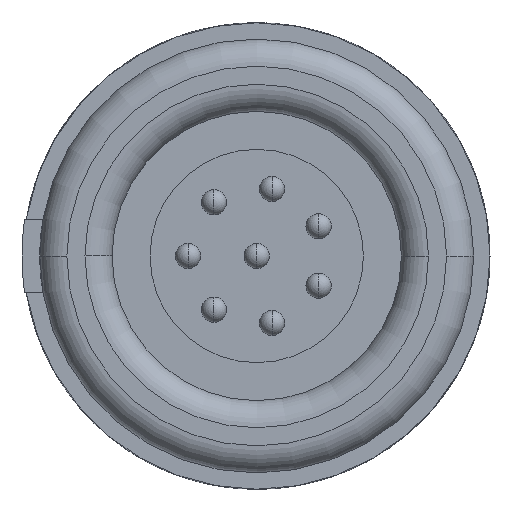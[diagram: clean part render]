
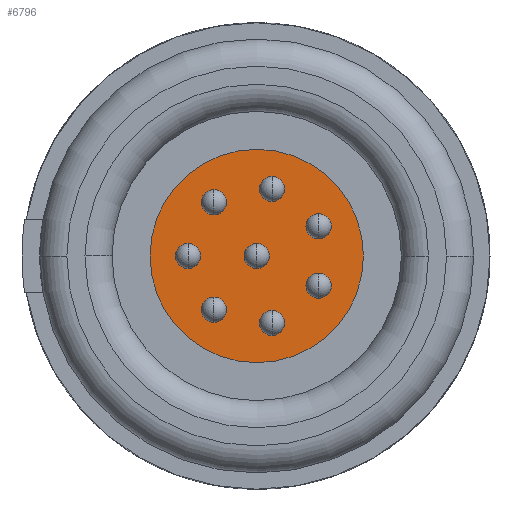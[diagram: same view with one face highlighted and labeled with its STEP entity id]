
A CAD part, left-side view. The second image highlights one B-rep face of the part: STEP entity #6796.
In plain terms, the highlighted planar face has unit normal (-1, 0, 0).
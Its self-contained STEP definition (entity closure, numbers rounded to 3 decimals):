
#1243=CARTESIAN_POINT('',(-3.,0.,0.));
#1244=DIRECTION('',(-1.,0.,0.));
#1245=DIRECTION('',(0.,1.,0.));
#1246=AXIS2_PLACEMENT_3D('',#1243,#1244,#1245);
#1261=CARTESIAN_POINT('',(-3.,0.,0.));
#1262=DIRECTION('',(-1.,0.,0.));
#1263=DIRECTION('',(0.,-1.,0.));
#1264=AXIS2_PLACEMENT_3D('',#1261,#1262,#1263);
#2543=CARTESIAN_POINT('',(-3.,1.9,0.));
#2544=DIRECTION('',(-1.,0.,0.));
#2545=DIRECTION('',(0.,0.,1.));
#2546=AXIS2_PLACEMENT_3D('',#2543,#2544,#2545);
#2548=CARTESIAN_POINT('',(-3.,1.9,0.));
#2549=DIRECTION('',(-1.,0.,0.));
#2550=DIRECTION('',(0.,0.,-1.));
#2551=AXIS2_PLACEMENT_3D('',#2548,#2549,#2550);
#2553=CARTESIAN_POINT('',(-3.,1.185,1.485));
#2554=DIRECTION('',(-1.,0.,0.));
#2555=DIRECTION('',(0.,0.,1.));
#2556=AXIS2_PLACEMENT_3D('',#2553,#2554,#2555);
#2558=CARTESIAN_POINT('',(-3.,1.185,1.485));
#2559=DIRECTION('',(-1.,0.,0.));
#2560=DIRECTION('',(0.,0.,-1.));
#2561=AXIS2_PLACEMENT_3D('',#2558,#2559,#2560);
#2563=CARTESIAN_POINT('',(-3.,-0.423,1.852));
#2564=DIRECTION('',(-1.,0.,0.));
#2565=DIRECTION('',(0.,0.,1.));
#2566=AXIS2_PLACEMENT_3D('',#2563,#2564,#2565);
#2568=CARTESIAN_POINT('',(-3.,-0.423,1.852));
#2569=DIRECTION('',(-1.,0.,0.));
#2570=DIRECTION('',(0.,0.,-1.));
#2571=AXIS2_PLACEMENT_3D('',#2568,#2569,#2570);
#2573=CARTESIAN_POINT('',(-3.,-1.712,0.824));
#2574=DIRECTION('',(-1.,0.,0.));
#2575=DIRECTION('',(0.,0.,1.));
#2576=AXIS2_PLACEMENT_3D('',#2573,#2574,#2575);
#2578=CARTESIAN_POINT('',(-3.,-1.712,0.824));
#2579=DIRECTION('',(-1.,0.,0.));
#2580=DIRECTION('',(0.,0.,-1.));
#2581=AXIS2_PLACEMENT_3D('',#2578,#2579,#2580);
#2583=CARTESIAN_POINT('',(-3.,-1.712,-0.824));
#2584=DIRECTION('',(-1.,0.,0.));
#2585=DIRECTION('',(0.,0.,1.));
#2586=AXIS2_PLACEMENT_3D('',#2583,#2584,#2585);
#2588=CARTESIAN_POINT('',(-3.,-1.712,-0.824));
#2589=DIRECTION('',(-1.,0.,0.));
#2590=DIRECTION('',(0.,0.,-1.));
#2591=AXIS2_PLACEMENT_3D('',#2588,#2589,#2590);
#2593=CARTESIAN_POINT('',(-3.,-0.423,-1.852));
#2594=DIRECTION('',(-1.,0.,0.));
#2595=DIRECTION('',(0.,0.,1.));
#2596=AXIS2_PLACEMENT_3D('',#2593,#2594,#2595);
#2598=CARTESIAN_POINT('',(-3.,-0.423,-1.852));
#2599=DIRECTION('',(-1.,0.,0.));
#2600=DIRECTION('',(0.,0.,-1.));
#2601=AXIS2_PLACEMENT_3D('',#2598,#2599,#2600);
#2603=CARTESIAN_POINT('',(-3.,1.185,-1.485));
#2604=DIRECTION('',(-1.,0.,0.));
#2605=DIRECTION('',(0.,0.,1.));
#2606=AXIS2_PLACEMENT_3D('',#2603,#2604,#2605);
#2608=CARTESIAN_POINT('',(-3.,1.185,-1.485));
#2609=DIRECTION('',(-1.,0.,0.));
#2610=DIRECTION('',(0.,0.,-1.));
#2611=AXIS2_PLACEMENT_3D('',#2608,#2609,#2610);
#2613=CARTESIAN_POINT('',(-3.,0.,0.));
#2614=DIRECTION('',(-1.,0.,0.));
#2615=DIRECTION('',(0.,0.,1.));
#2616=AXIS2_PLACEMENT_3D('',#2613,#2614,#2615);
#2618=CARTESIAN_POINT('',(-3.,0.,0.));
#2619=DIRECTION('',(-1.,0.,0.));
#2620=DIRECTION('',(0.,0.,-1.));
#2621=AXIS2_PLACEMENT_3D('',#2618,#2619,#2620);
#3757=CARTESIAN_POINT('',(-3.,1.9,0.35));
#3758=CARTESIAN_POINT('',(-3.,1.9,-0.35));
#3759=VERTEX_POINT('',#3757);
#3760=VERTEX_POINT('',#3758);
#3761=CARTESIAN_POINT('',(-3.,1.185,1.835));
#3762=CARTESIAN_POINT('',(-3.,1.185,1.135));
#3763=VERTEX_POINT('',#3761);
#3764=VERTEX_POINT('',#3762);
#3765=CARTESIAN_POINT('',(-3.,-0.423,2.202));
#3766=CARTESIAN_POINT('',(-3.,-0.423,1.502));
#3767=VERTEX_POINT('',#3765);
#3768=VERTEX_POINT('',#3766);
#3769=CARTESIAN_POINT('',(-3.,-1.712,1.174));
#3770=CARTESIAN_POINT('',(-3.,-1.712,0.474));
#3771=VERTEX_POINT('',#3769);
#3772=VERTEX_POINT('',#3770);
#3773=CARTESIAN_POINT('',(-3.,-1.712,-0.474));
#3774=CARTESIAN_POINT('',(-3.,-1.712,-1.174));
#3775=VERTEX_POINT('',#3773);
#3776=VERTEX_POINT('',#3774);
#3777=CARTESIAN_POINT('',(-3.,-0.423,-1.502));
#3778=CARTESIAN_POINT('',(-3.,-0.423,-2.202));
#3779=VERTEX_POINT('',#3777);
#3780=VERTEX_POINT('',#3778);
#3781=CARTESIAN_POINT('',(-3.,1.185,-1.135));
#3782=CARTESIAN_POINT('',(-3.,1.185,-1.835));
#3783=VERTEX_POINT('',#3781);
#3784=VERTEX_POINT('',#3782);
#3785=CARTESIAN_POINT('',(-3.,0.,0.35));
#3786=CARTESIAN_POINT('',(-3.,0.,-0.35));
#3787=VERTEX_POINT('',#3785);
#3788=VERTEX_POINT('',#3786);
#3965=CARTESIAN_POINT('',(-3.,-2.95,0.));
#3966=CARTESIAN_POINT('',(-3.,2.95,0.));
#3967=VERTEX_POINT('',#3965);
#3968=VERTEX_POINT('',#3966);
#6739=CARTESIAN_POINT('',(-3.,0.,0.));
#6740=DIRECTION('',(1.,0.,0.));
#6741=DIRECTION('',(0.,0.,-1.));
#6742=AXIS2_PLACEMENT_3D('',#6739,#6740,#6741);
#6743=PLANE('',#6742);
#6744=ORIENTED_EDGE('',*,*,#4838,.F.);
#6745=ORIENTED_EDGE('',*,*,#4809,.F.);
#6746=EDGE_LOOP('',(#6744,#6745));
#6747=FACE_OUTER_BOUND('',#6746,.F.);
#6749=ORIENTED_EDGE('',*,*,#6748,.T.);
#6751=ORIENTED_EDGE('',*,*,#6750,.T.);
#6752=EDGE_LOOP('',(#6749,#6751));
#6753=FACE_BOUND('',#6752,.F.);
#6755=ORIENTED_EDGE('',*,*,#6754,.T.);
#6757=ORIENTED_EDGE('',*,*,#6756,.T.);
#6758=EDGE_LOOP('',(#6755,#6757));
#6759=FACE_BOUND('',#6758,.F.);
#6761=ORIENTED_EDGE('',*,*,#6760,.T.);
#6763=ORIENTED_EDGE('',*,*,#6762,.T.);
#6764=EDGE_LOOP('',(#6761,#6763));
#6765=FACE_BOUND('',#6764,.F.);
#6767=ORIENTED_EDGE('',*,*,#6766,.T.);
#6769=ORIENTED_EDGE('',*,*,#6768,.T.);
#6770=EDGE_LOOP('',(#6767,#6769));
#6771=FACE_BOUND('',#6770,.F.);
#6773=ORIENTED_EDGE('',*,*,#6772,.T.);
#6775=ORIENTED_EDGE('',*,*,#6774,.T.);
#6776=EDGE_LOOP('',(#6773,#6775));
#6777=FACE_BOUND('',#6776,.F.);
#6779=ORIENTED_EDGE('',*,*,#6778,.T.);
#6781=ORIENTED_EDGE('',*,*,#6780,.T.);
#6782=EDGE_LOOP('',(#6779,#6781));
#6783=FACE_BOUND('',#6782,.F.);
#6785=ORIENTED_EDGE('',*,*,#6784,.T.);
#6787=ORIENTED_EDGE('',*,*,#6786,.T.);
#6788=EDGE_LOOP('',(#6785,#6787));
#6789=FACE_BOUND('',#6788,.F.);
#6791=ORIENTED_EDGE('',*,*,#6790,.T.);
#6793=ORIENTED_EDGE('',*,*,#6792,.T.);
#6794=EDGE_LOOP('',(#6791,#6793));
#6795=FACE_BOUND('',#6794,.F.);
#6796=ADVANCED_FACE('',(#6747,#6753,#6759,#6765,#6771,#6777,#6783,#6789,#6795),
#6743,.F.);
#1247=CIRCLE('',#1246,2.95);
#1265=CIRCLE('',#1264,2.95);
#2547=CIRCLE('',#2546,0.35);
#2552=CIRCLE('',#2551,0.35);
#2557=CIRCLE('',#2556,0.35);
#2562=CIRCLE('',#2561,0.35);
#2567=CIRCLE('',#2566,0.35);
#2572=CIRCLE('',#2571,0.35);
#2577=CIRCLE('',#2576,0.35);
#2582=CIRCLE('',#2581,0.35);
#2587=CIRCLE('',#2586,0.35);
#2592=CIRCLE('',#2591,0.35);
#2597=CIRCLE('',#2596,0.35);
#2602=CIRCLE('',#2601,0.35);
#2607=CIRCLE('',#2606,0.35);
#2612=CIRCLE('',#2611,0.35);
#2617=CIRCLE('',#2616,0.35);
#2622=CIRCLE('',#2621,0.35);
#4809=EDGE_CURVE('',#3968,#3967,#1247,.T.);
#4838=EDGE_CURVE('',#3967,#3968,#1265,.T.);
#6748=EDGE_CURVE('',#3759,#3760,#2547,.T.);
#6750=EDGE_CURVE('',#3760,#3759,#2552,.T.);
#6754=EDGE_CURVE('',#3763,#3764,#2557,.T.);
#6756=EDGE_CURVE('',#3764,#3763,#2562,.T.);
#6760=EDGE_CURVE('',#3767,#3768,#2567,.T.);
#6762=EDGE_CURVE('',#3768,#3767,#2572,.T.);
#6766=EDGE_CURVE('',#3771,#3772,#2577,.T.);
#6768=EDGE_CURVE('',#3772,#3771,#2582,.T.);
#6772=EDGE_CURVE('',#3775,#3776,#2587,.T.);
#6774=EDGE_CURVE('',#3776,#3775,#2592,.T.);
#6778=EDGE_CURVE('',#3779,#3780,#2597,.T.);
#6780=EDGE_CURVE('',#3780,#3779,#2602,.T.);
#6784=EDGE_CURVE('',#3783,#3784,#2607,.T.);
#6786=EDGE_CURVE('',#3784,#3783,#2612,.T.);
#6790=EDGE_CURVE('',#3787,#3788,#2617,.T.);
#6792=EDGE_CURVE('',#3788,#3787,#2622,.T.);
